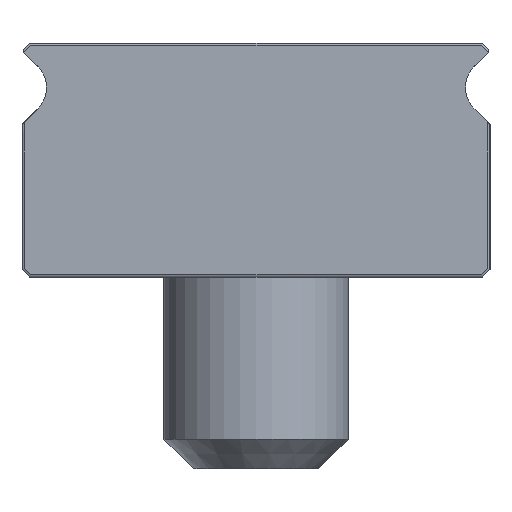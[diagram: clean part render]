
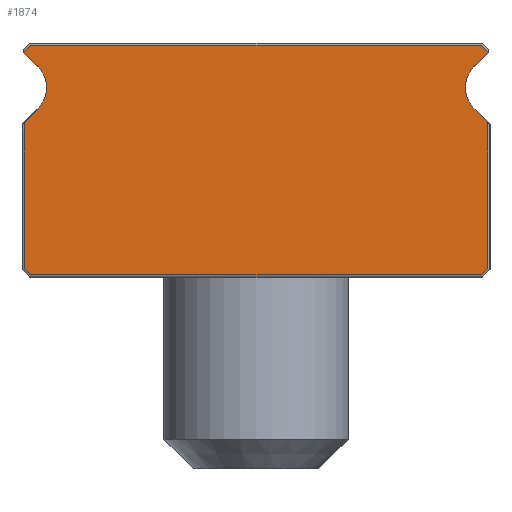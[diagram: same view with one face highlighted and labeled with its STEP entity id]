
A CAD part, left-side view. The second image highlights one B-rep face of the part: STEP entity #1874.
In plain terms, the highlighted planar face has unit normal (-1, 0, 0).
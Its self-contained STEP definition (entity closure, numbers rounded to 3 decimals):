
#17 = DIRECTION ( 'NONE',  ( 0., 0.707, 0.707 ) ) ;
#19 = AXIS2_PLACEMENT_3D ( 'NONE', #982, #690, #2303 ) ;
#69 = EDGE_CURVE ( 'NONE', #3066, #1930, #1590, .T. ) ;
#148 = CARTESIAN_POINT ( 'NONE',  ( -9.525, -6.115, 6.287 ) ) ;
#165 = CARTESIAN_POINT ( 'NONE',  ( -9.525, 6.476, 5.144 ) ) ;
#181 = DIRECTION ( 'NONE',  ( 0., 0.707, -0.707 ) ) ;
#185 = ORIENTED_EDGE ( 'NONE', *, *, #1295, .T. ) ;
#200 = CARTESIAN_POINT ( 'NONE',  ( -9.525, 5.915, 4.583 ) ) ;
#222 = CARTESIAN_POINT ( 'NONE',  ( -9.525, 6.287, 0.235 ) ) ;
#229 = DIRECTION ( 'NONE',  ( 0., 0., -1. ) ) ;
#248 = CARTESIAN_POINT ( 'NONE',  ( -9.525, -6.115, 0.064 ) ) ;
#264 = ORIENTED_EDGE ( 'NONE', *, *, #2230, .F. ) ;
#292 = VECTOR ( 'NONE', #181, 1000. ) ;
#320 = CARTESIAN_POINT ( 'NONE',  ( -9.525, -6.287, 4.211 ) ) ;
#395 = ORIENTED_EDGE ( 'NONE', *, *, #829, .T. ) ;
#405 = EDGE_CURVE ( 'NONE', #1930, #1059, #3488, .T. ) ;
#431 = LINE ( 'NONE', #3040, #2205 ) ;
#457 = CARTESIAN_POINT ( 'NONE',  ( -9.525, -5.915, 4.583 ) ) ;
#561 = CARTESIAN_POINT ( 'NONE',  ( -9.525, 6.115, 6.287 ) ) ;
#562 = CARTESIAN_POINT ( 'NONE',  ( -9.525, -6.35, 6.141 ) ) ;
#563 = CIRCLE ( 'NONE', #2204, 0.794 ) ;
#593 = VERTEX_POINT ( 'NONE', #2727 ) ;
#608 = VECTOR ( 'NONE', #632, 1000. ) ;
#622 = VERTEX_POINT ( 'NONE', #3711 ) ;
#632 = DIRECTION ( 'NONE',  ( 0., 0.707, 0.707 ) ) ;
#673 = ORIENTED_EDGE ( 'NONE', *, *, #3647, .T. ) ;
#678 = CARTESIAN_POINT ( 'NONE',  ( -9.525, -6.476, 0.064 ) ) ;
#690 = DIRECTION ( 'NONE',  ( -1., 0., 0. ) ) ;
#722 = VERTEX_POINT ( 'NONE', #561 ) ;
#798 = VERTEX_POINT ( 'NONE', #248 ) ;
#829 = EDGE_CURVE ( 'NONE', #2249, #4108, #1477, .T. ) ;
#844 = ORIENTED_EDGE ( 'NONE', *, *, #69, .T. ) ;
#872 = DIRECTION ( 'NONE',  ( 0., -0.707, 0.707 ) ) ;
#903 = CARTESIAN_POINT ( 'NONE',  ( -9.525, -6.287, 0.235 ) ) ;
#907 = EDGE_CURVE ( 'NONE', #1227, #3708, #2318, .T. ) ;
#982 = CARTESIAN_POINT ( 'NONE',  ( -9.525, -6.476, 5.144 ) ) ;
#1024 = CARTESIAN_POINT ( 'NONE',  ( -9.525, 2.36, -3.691 ) ) ;
#1059 = VERTEX_POINT ( 'NONE', #457 ) ;
#1227 = VERTEX_POINT ( 'NONE', #3806 ) ;
#1295 = EDGE_CURVE ( 'NONE', #722, #593, #2573, .T. ) ;
#1394 = LINE ( 'NONE', #1024, #3617 ) ;
#1425 = DIRECTION ( 'NONE',  ( 0., 0., -1. ) ) ;
#1477 = LINE ( 'NONE', #2792, #1696 ) ;
#1491 = ORIENTED_EDGE ( 'NONE', *, *, #4097, .T. ) ;
#1517 = LINE ( 'NONE', #562, #3487 ) ;
#1525 = LINE ( 'NONE', #200, #292 ) ;
#1570 = EDGE_CURVE ( 'NONE', #4054, #2249, #1525, .T. ) ;
#1583 = VECTOR ( 'NONE', #1813, 1000. ) ;
#1590 = LINE ( 'NONE', #2203, #4140 ) ;
#1634 = VECTOR ( 'NONE', #3894, 1000. ) ;
#1696 = VECTOR ( 'NONE', #229, 1000. ) ;
#1698 = LINE ( 'NONE', #678, #2424 ) ;
#1721 = ORIENTED_EDGE ( 'NONE', *, *, #3922, .F. ) ;
#1752 = CARTESIAN_POINT ( 'NONE',  ( -9.525, 6.115, 0.064 ) ) ;
#1797 = LINE ( 'NONE', #4075, #1583 ) ;
#1813 = DIRECTION ( 'NONE',  ( 0., 1., 0. ) ) ;
#1847 = VECTOR ( 'NONE', #2107, 1000. ) ;
#1874 = ADVANCED_FACE ( 'NONE', ( #2325 ), #3998, .T. ) ;
#1930 = VERTEX_POINT ( 'NONE', #2668 ) ;
#1962 = EDGE_CURVE ( 'NONE', #593, #3455, #4078, .T. ) ;
#2036 = VERTEX_POINT ( 'NONE', #1752 ) ;
#2107 = DIRECTION ( 'NONE',  ( 0., -0.707, -0.707 ) ) ;
#2164 = ORIENTED_EDGE ( 'NONE', *, *, #1570, .T. ) ;
#2203 = CARTESIAN_POINT ( 'NONE',  ( -9.525, -6.287, 5.144 ) ) ;
#2204 = AXIS2_PLACEMENT_3D ( 'NONE', #165, #4031, #1425 ) ;
#2205 = VECTOR ( 'NONE', #2675, 1000. ) ;
#2230 = EDGE_CURVE ( 'NONE', #2036, #4108, #1394, .T. ) ;
#2249 = VERTEX_POINT ( 'NONE', #2710 ) ;
#2303 = DIRECTION ( 'NONE',  ( 0., 0., 1. ) ) ;
#2318 = LINE ( 'NONE', #3513, #2330 ) ;
#2325 = FACE_OUTER_BOUND ( 'NONE', #2660, .T. ) ;
#2327 = CARTESIAN_POINT ( 'NONE',  ( -9.525, -6.476, 5.144 ) ) ;
#2330 = VECTOR ( 'NONE', #2893, 1000. ) ;
#2354 = AXIS2_PLACEMENT_3D ( 'NONE', #2327, #3609, #3653 ) ;
#2400 = ORIENTED_EDGE ( 'NONE', *, *, #1962, .T. ) ;
#2424 = VECTOR ( 'NONE', #2679, 1000. ) ;
#2563 = EDGE_CURVE ( 'NONE', #622, #1227, #1517, .T. ) ;
#2573 = LINE ( 'NONE', #3200, #1634 ) ;
#2660 = EDGE_LOOP ( 'NONE', ( #264, #1721, #3116, #844, #3934, #3317, #2907, #2738, #673, #185, #2400, #1491, #2164, #395 ) ) ;
#2668 = CARTESIAN_POINT ( 'NONE',  ( -9.525, -6.287, 4.211 ) ) ;
#2675 = DIRECTION ( 'NONE',  ( 0., 0.707, -0.707 ) ) ;
#2679 = DIRECTION ( 'NONE',  ( 0., 1., 0. ) ) ;
#2710 = CARTESIAN_POINT ( 'NONE',  ( -9.525, 6.287, 4.211 ) ) ;
#2727 = CARTESIAN_POINT ( 'NONE',  ( -9.525, 6.305, 6.096 ) ) ;
#2738 = ORIENTED_EDGE ( 'NONE', *, *, #907, .T. ) ;
#2766 = EDGE_CURVE ( 'NONE', #3066, #798, #431, .T. ) ;
#2792 = CARTESIAN_POINT ( 'NONE',  ( -9.525, 6.287, 5.144 ) ) ;
#2893 = DIRECTION ( 'NONE',  ( 0., 0.707, 0.707 ) ) ;
#2907 = ORIENTED_EDGE ( 'NONE', *, *, #2563, .T. ) ;
#3040 = CARTESIAN_POINT ( 'NONE',  ( -9.525, -8.836, 2.785 ) ) ;
#3066 = VERTEX_POINT ( 'NONE', #903 ) ;
#3116 = ORIENTED_EDGE ( 'NONE', *, *, #2766, .F. ) ;
#3200 = CARTESIAN_POINT ( 'NONE',  ( -9.525, 6.115, 6.287 ) ) ;
#3224 = CIRCLE ( 'NONE', #2354, 0.794 ) ;
#3234 = EDGE_CURVE ( 'NONE', #1059, #622, #3224, .T. ) ;
#3259 = DIRECTION ( 'NONE',  ( 0., 0., 1. ) ) ;
#3317 = ORIENTED_EDGE ( 'NONE', *, *, #3234, .T. ) ;
#3455 = VERTEX_POINT ( 'NONE', #3540 ) ;
#3487 = VECTOR ( 'NONE', #872, 1000. ) ;
#3488 = LINE ( 'NONE', #320, #608 ) ;
#3513 = CARTESIAN_POINT ( 'NONE',  ( -9.525, -6.305, 6.096 ) ) ;
#3540 = CARTESIAN_POINT ( 'NONE',  ( -9.525, 5.915, 5.706 ) ) ;
#3609 = DIRECTION ( 'NONE',  ( 1., 0., 0. ) ) ;
#3617 = VECTOR ( 'NONE', #17, 1000. ) ;
#3647 = EDGE_CURVE ( 'NONE', #3708, #722, #1797, .T. ) ;
#3653 = DIRECTION ( 'NONE',  ( 0., 0., -1. ) ) ;
#3694 = CARTESIAN_POINT ( 'NONE',  ( -9.525, 6.35, 6.141 ) ) ;
#3708 = VERTEX_POINT ( 'NONE', #148 ) ;
#3711 = CARTESIAN_POINT ( 'NONE',  ( -9.525, -5.915, 5.706 ) ) ;
#3743 = CARTESIAN_POINT ( 'NONE',  ( -9.525, 5.915, 4.583 ) ) ;
#3806 = CARTESIAN_POINT ( 'NONE',  ( -9.525, -6.305, 6.096 ) ) ;
#3894 = DIRECTION ( 'NONE',  ( 0., 0.707, -0.707 ) ) ;
#3922 = EDGE_CURVE ( 'NONE', #798, #2036, #1698, .T. ) ;
#3934 = ORIENTED_EDGE ( 'NONE', *, *, #405, .T. ) ;
#3998 = PLANE ( 'NONE',  #19 ) ;
#4031 = DIRECTION ( 'NONE',  ( 1., 0., 0. ) ) ;
#4054 = VERTEX_POINT ( 'NONE', #3743 ) ;
#4075 = CARTESIAN_POINT ( 'NONE',  ( -9.525, -6.476, 6.287 ) ) ;
#4078 = LINE ( 'NONE', #3694, #1847 ) ;
#4097 = EDGE_CURVE ( 'NONE', #3455, #4054, #563, .T. ) ;
#4108 = VERTEX_POINT ( 'NONE', #222 ) ;
#4140 = VECTOR ( 'NONE', #3259, 1000. ) ;
